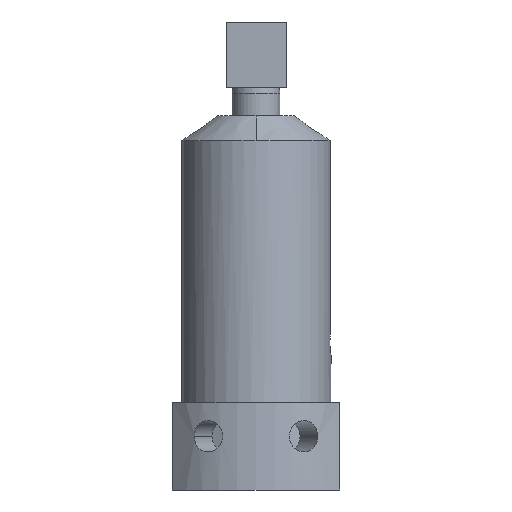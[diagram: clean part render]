
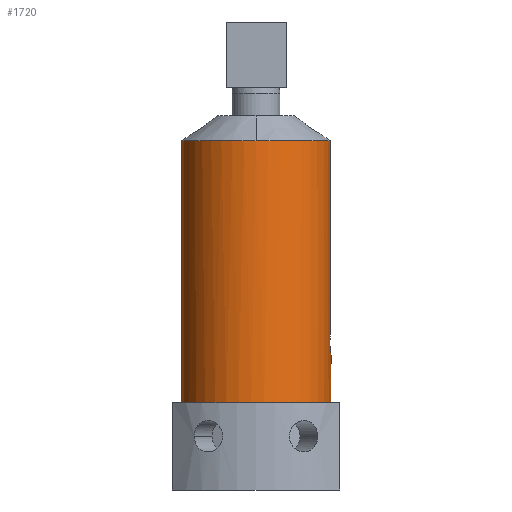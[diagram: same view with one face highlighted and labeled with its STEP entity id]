
A CAD part, left-side view. The second image highlights one B-rep face of the part: STEP entity #1720.
In plain terms, the highlighted cylindrical face has radius 19.926 mm (diameter 39.853 mm), a partial arc.
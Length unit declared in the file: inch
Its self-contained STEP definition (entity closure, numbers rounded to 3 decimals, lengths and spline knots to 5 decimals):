
#170=CARTESIAN_POINT('',(0.,0.,3.65));
#171=DIRECTION('',(0.,0.,1.));
#172=DIRECTION('',(-1.,0.,0.));
#173=AXIS2_PLACEMENT_3D('',#170,#171,#172);
#178=CARTESIAN_POINT('',(0.,0.,3.65));
#179=DIRECTION('',(0.,0.,1.));
#180=DIRECTION('',(0.133,-0.991,0.));
#181=AXIS2_PLACEMENT_3D('',#178,#179,#180);
#186=DIRECTION('',(0.,0.,1.));
#187=VECTOR('',#186,2.02892);
#188=CARTESIAN_POINT('',(0.104,-0.77758,1.62108));
#189=LINE('',#188,#187);
#200=CARTESIAN_POINT('',(0.104,-0.77758,3.65));
#210=CARTESIAN_POINT('',(0.,0.,0.91));
#211=DIRECTION('',(0.,0.,-1.));
#212=DIRECTION('',(0.133,0.991,0.));
#213=AXIS2_PLACEMENT_3D('',#210,#211,#212);
#648=CARTESIAN_POINT('',(-0.104,0.77758,3.65));
#658=DIRECTION('',(0.,0.,1.));
#659=VECTOR('',#658,2.74);
#660=CARTESIAN_POINT('',(-0.104,0.77758,0.91));
#661=LINE('',#660,#659);
#681=DIRECTION('',(0.,0.,1.));
#682=VECTOR('',#681,2.74);
#683=CARTESIAN_POINT('',(0.104,0.77758,0.91));
#684=LINE('',#683,#682);
#693=CARTESIAN_POINT('',(0.104,0.77758,3.65));
#712=CARTESIAN_POINT('',(0.,0.,3.65));
#713=DIRECTION('',(0.,0.,1.));
#714=DIRECTION('',(1.,0.,0.));
#715=AXIS2_PLACEMENT_3D('',#712,#713,#714);
#734=CARTESIAN_POINT('',(0.,0.,3.65));
#735=DIRECTION('',(0.,0.,1.));
#736=DIRECTION('',(-0.133,0.991,0.));
#737=AXIS2_PLACEMENT_3D('',#734,#735,#736);
#959=DIRECTION('',(0.,0.,1.));
#960=VECTOR('',#959,2.02892);
#961=CARTESIAN_POINT('',(-0.104,-0.77758,1.62108));
#962=LINE('',#961,#960);
#971=CARTESIAN_POINT('',(-0.104,-0.77758,3.65));
#1024=CARTESIAN_POINT('',(0.104,-0.77758,1.62108));
#1025=CARTESIAN_POINT('',(0.10923,-0.77688,
1.61476));
#1026=CARTESIAN_POINT('',(0.1185,-0.77553,
1.6012));
#1027=CARTESIAN_POINT('',(0.12849,-0.77392,
1.57877));
#1028=CARTESIAN_POINT('',(0.13425,-0.77293,
1.55502));
#1029=CARTESIAN_POINT('',(0.13566,-0.77268,
1.53069));
#1030=CARTESIAN_POINT('',(0.1327,-0.7732,
1.50647));
#1031=CARTESIAN_POINT('',(0.12542,-0.77443,
1.4831));
#1032=CARTESIAN_POINT('',(0.114,-0.77621,
1.46131));
#1033=CARTESIAN_POINT('',(0.09878,-0.77832,
1.44188));
#1034=CARTESIAN_POINT('',(0.08027,-0.78047,
1.42553));
#1035=CARTESIAN_POINT('',(0.05917,-0.78237,
1.41283));
#1036=CARTESIAN_POINT('',(0.03623,-0.78378,
1.40419));
#1037=CARTESIAN_POINT('',(0.0122,-0.78453,
1.39982));
#1038=CARTESIAN_POINT('',(-0.01218,-0.78453,
1.39982));
#1039=CARTESIAN_POINT('',(-0.03621,-0.78378,
1.40418));
#1040=CARTESIAN_POINT('',(-0.05915,-0.78237,
1.41283));
#1041=CARTESIAN_POINT('',(-0.08026,-0.78047,
1.42552));
#1042=CARTESIAN_POINT('',(-0.09877,-0.77832,
1.44187));
#1043=CARTESIAN_POINT('',(-0.11399,-0.77621,
1.4613));
#1044=CARTESIAN_POINT('',(-0.12542,-0.77443,
1.48308));
#1045=CARTESIAN_POINT('',(-0.1327,-0.7732,
1.50645));
#1046=CARTESIAN_POINT('',(-0.13566,-0.77268,
1.53067));
#1047=CARTESIAN_POINT('',(-0.13425,-0.77293,
1.55501));
#1048=CARTESIAN_POINT('',(-0.12849,-0.77392,
1.57876));
#1049=CARTESIAN_POINT('',(-0.11851,-0.77553,
1.6012));
#1050=CARTESIAN_POINT('',(-0.10923,-0.77688,
1.61476));
#1051=CARTESIAN_POINT('',(-0.104,-0.77758,1.62108));
#1421=CARTESIAN_POINT('',(-0.7845,0.,3.65));
#1422=VERTEX_POINT('',#1421);
#1423=CARTESIAN_POINT('',(0.7845,0.,3.65));
#1424=VERTEX_POINT('',#1423);
#1493=VERTEX_POINT('',#200);
#1500=VERTEX_POINT('',#971);
#1505=CARTESIAN_POINT('',(0.104,-0.77758,1.62108));
#1506=VERTEX_POINT('',#1505);
#1515=CARTESIAN_POINT('',(-0.104,-0.77758,1.62108));
#1516=VERTEX_POINT('',#1515);
#1518=CARTESIAN_POINT('',(-0.104,0.77758,0.91));
#1520=VERTEX_POINT('',#1518);
#1522=CARTESIAN_POINT('',(0.104,0.77758,0.91));
#1524=VERTEX_POINT('',#1522);
#1525=VERTEX_POINT('',#648);
#1532=VERTEX_POINT('',#693);
#1696=CARTESIAN_POINT('',(0.,0.,3.91));
#1697=DIRECTION('',(0.,0.,1.));
#1698=DIRECTION('',(1.,0.,0.));
#1699=AXIS2_PLACEMENT_3D('',#1696,#1697,#1698);
#1700=CYLINDRICAL_SURFACE('',#1699,0.7845);
#1702=ORIENTED_EDGE('',*,*,#1701,.T.);
#1704=ORIENTED_EDGE('',*,*,#1703,.T.);
#1706=ORIENTED_EDGE('',*,*,#1705,.T.);
#1707=ORIENTED_EDGE('',*,*,#1669,.T.);
#1709=ORIENTED_EDGE('',*,*,#1708,.F.);
#1711=ORIENTED_EDGE('',*,*,#1710,.F.);
#1712=ORIENTED_EDGE('',*,*,#1686,.T.);
#1713=ORIENTED_EDGE('',*,*,#1676,.T.);
#1715=ORIENTED_EDGE('',*,*,#1714,.T.);
#1717=ORIENTED_EDGE('',*,*,#1716,.F.);
#1718=EDGE_LOOP('',(#1702,#1704,#1706,#1707,#1709,#1711,#1712,#1713,#1715,
#1717));
#1719=FACE_OUTER_BOUND('',#1718,.F.);
#1720=ADVANCED_FACE('',(#1719),#1700,.T.);
#174=CIRCLE('',#173,0.7845);
#182=CIRCLE('',#181,0.7845);
#214=CIRCLE('',#213,0.7845);
#716=CIRCLE('',#715,0.7845);
#738=CIRCLE('',#737,0.7845);
#1052=B_SPLINE_CURVE_WITH_KNOTS('',3,(#1024,#1025,#1026,#1027,#1028,#1029,#1030,
#1031,#1032,#1033,#1034,#1035,#1036,#1037,#1038,#1039,#1040,#1041,#1042,#1043,
#1044,#1045,#1046,#1047,#1048,#1049,#1050,#1051),.UNSPECIFIED.,.F.,.F.,(4,1,1,1,
1,1,1,1,1,1,1,1,1,1,1,1,1,1,1,1,1,1,1,1,1,4),(0.,0.04,0.08,0.12,0.16,
0.2,0.24,0.28,0.32,0.36,0.4,0.44,0.48,0.52,0.56,0.6,
0.64,0.68,0.72,0.76,0.8,0.84,0.88,0.92,0.96,1.),
.UNSPECIFIED.);
#1669=EDGE_CURVE('',#1422,#1500,#174,.T.);
#1676=EDGE_CURVE('',#1493,#1424,#182,.T.);
#1686=EDGE_CURVE('',#1506,#1493,#189,.T.);
#1701=EDGE_CURVE('',#1524,#1520,#214,.T.);
#1703=EDGE_CURVE('',#1520,#1525,#661,.T.);
#1705=EDGE_CURVE('',#1525,#1422,#738,.T.);
#1708=EDGE_CURVE('',#1516,#1500,#962,.T.);
#1710=EDGE_CURVE('',#1506,#1516,#1052,.T.);
#1714=EDGE_CURVE('',#1424,#1532,#716,.T.);
#1716=EDGE_CURVE('',#1524,#1532,#684,.T.);
